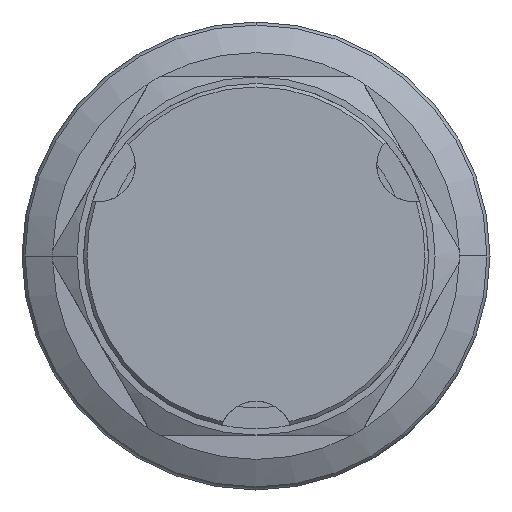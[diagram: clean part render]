
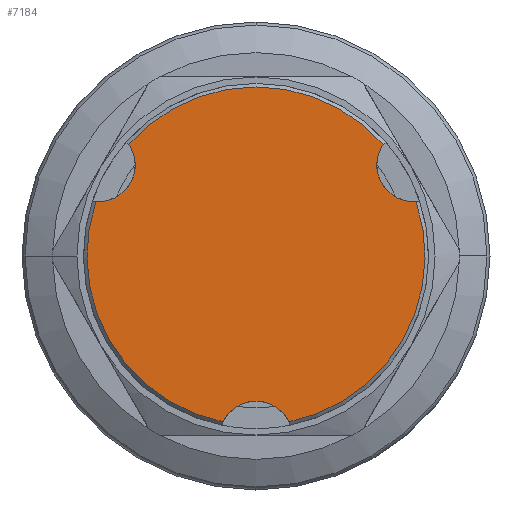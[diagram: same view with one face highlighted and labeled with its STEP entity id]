
A CAD part, left-side view. The second image highlights one B-rep face of the part: STEP entity #7184.
In plain terms, the highlighted planar face has unit normal (-1, 0, 0).
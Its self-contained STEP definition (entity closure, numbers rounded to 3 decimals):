
#855 = CARTESIAN_POINT ( 'NONE',  ( -11.1, 0., -16.7 ) ) ;
#1019 = FACE_OUTER_BOUND ( 'NONE', #16655, .T. ) ;
#1080 = CIRCLE ( 'NONE', #14005, 4.2 ) ;
#1139 = EDGE_CURVE ( 'NONE', #13781, #4226, #4516, .T. ) ;
#1379 = DIRECTION ( 'NONE',  ( -1., 0., 0. ) ) ;
#1405 = AXIS2_PLACEMENT_3D ( 'NONE', #6463, #7901, #6647 ) ;
#1778 = AXIS2_PLACEMENT_3D ( 'NONE', #3681, #13814, #16592 ) ;
#1838 = ORIENTED_EDGE ( 'NONE', *, *, #13573, .F. ) ;
#2080 = ORIENTED_EDGE ( 'NONE', *, *, #13100, .T. ) ;
#2725 = CARTESIAN_POINT ( 'NONE',  ( -11.1, -18.1, 10.45 ) ) ;
#2982 = DIRECTION ( 'NONE',  ( 0., 0., 1. ) ) ;
#3681 = CARTESIAN_POINT ( 'NONE',  ( -11.1, 0., -20.9 ) ) ;
#3968 = DIRECTION ( 'NONE',  ( 1., 0., 0. ) ) ;
#4088 = AXIS2_PLACEMENT_3D ( 'NONE', #18587, #1379, #14090 ) ;
#4205 = VERTEX_POINT ( 'NONE', #15205 ) ;
#4217 = EDGE_CURVE ( 'NONE', #4707, #14760, #1080, .T. ) ;
#4226 = VERTEX_POINT ( 'NONE', #5679 ) ;
#4361 = ORIENTED_EDGE ( 'NONE', *, *, #17076, .T. ) ;
#4416 = EDGE_CURVE ( 'NONE', #4707, #13411, #6520, .T. ) ;
#4516 = CIRCLE ( 'NONE', #1778, 4.2 ) ;
#4707 = VERTEX_POINT ( 'NONE', #14977 ) ;
#5126 = CIRCLE ( 'NONE', #7834, 19.45 ) ;
#5442 = DIRECTION ( 'NONE',  ( 0., 0., -1. ) ) ;
#5679 = CARTESIAN_POINT ( 'NONE',  ( -11.1, 3.784, -19.078 ) ) ;
#6142 = VERTEX_POINT ( 'NONE', #13844 ) ;
#6463 = CARTESIAN_POINT ( 'NONE',  ( -11.1, 18.1, 10.45 ) ) ;
#6520 = CIRCLE ( 'NONE', #13038, 19.45 ) ;
#6647 = DIRECTION ( 'NONE',  ( 0., 0., 1. ) ) ;
#6876 = DIRECTION ( 'NONE',  ( 0., 0., 1. ) ) ;
#6944 = ORIENTED_EDGE ( 'NONE', *, *, #9457, .F. ) ;
#6981 = CIRCLE ( 'NONE', #7194, 19.45 ) ;
#7184 = ADVANCED_FACE ( 'NONE', ( #1019 ), #12679, .F. ) ;
#7194 = AXIS2_PLACEMENT_3D ( 'NONE', #9707, #12535, #6876 ) ;
#7834 = AXIS2_PLACEMENT_3D ( 'NONE', #12529, #13937, #18163 ) ;
#7901 = DIRECTION ( 'NONE',  ( -1., 0., 0. ) ) ;
#8409 = CARTESIAN_POINT ( 'NONE',  ( -11.1, 0., 0. ) ) ;
#9457 = EDGE_CURVE ( 'NONE', #4205, #13411, #14216, .T. ) ;
#9707 = CARTESIAN_POINT ( 'NONE',  ( -11.1, 0., 0. ) ) ;
#10628 = CARTESIAN_POINT ( 'NONE',  ( -11.1, -18.414, 6.262 ) ) ;
#10997 = ORIENTED_EDGE ( 'NONE', *, *, #1139, .F. ) ;
#11462 = DIRECTION ( 'NONE',  ( -1., 0., 0. ) ) ;
#11533 = CARTESIAN_POINT ( 'NONE',  ( -11.1, 14.63, 12.816 ) ) ;
#12529 = CARTESIAN_POINT ( 'NONE',  ( -11.1, 0., 0. ) ) ;
#12535 = DIRECTION ( 'NONE',  ( -1., 0., 0. ) ) ;
#12679 = PLANE ( 'NONE',  #13576 ) ;
#13038 = AXIS2_PLACEMENT_3D ( 'NONE', #15907, #11462, #2982 ) ;
#13100 = EDGE_CURVE ( 'NONE', #4205, #4226, #5126, .T. ) ;
#13411 = VERTEX_POINT ( 'NONE', #11533 ) ;
#13573 = EDGE_CURVE ( 'NONE', #6142, #13781, #14163, .T. ) ;
#13576 = AXIS2_PLACEMENT_3D ( 'NONE', #8409, #3968, #5442 ) ;
#13781 = VERTEX_POINT ( 'NONE', #855 ) ;
#13814 = DIRECTION ( 'NONE',  ( -1., 0., 0. ) ) ;
#13844 = CARTESIAN_POINT ( 'NONE',  ( -11.1, -3.784, -19.078 ) ) ;
#13937 = DIRECTION ( 'NONE',  ( -1., 0., 0. ) ) ;
#14005 = AXIS2_PLACEMENT_3D ( 'NONE', #2725, #18591, #15504 ) ;
#14090 = DIRECTION ( 'NONE',  ( 0., 0., 1. ) ) ;
#14163 = CIRCLE ( 'NONE', #4088, 4.2 ) ;
#14216 = CIRCLE ( 'NONE', #1405, 4.2 ) ;
#14760 = VERTEX_POINT ( 'NONE', #10628 ) ;
#14977 = CARTESIAN_POINT ( 'NONE',  ( -11.1, -14.63, 12.816 ) ) ;
#15205 = CARTESIAN_POINT ( 'NONE',  ( -11.1, 18.414, 6.262 ) ) ;
#15504 = DIRECTION ( 'NONE',  ( 0., 0., 1. ) ) ;
#15820 = ORIENTED_EDGE ( 'NONE', *, *, #4416, .T. ) ;
#15907 = CARTESIAN_POINT ( 'NONE',  ( -11.1, 0., 0. ) ) ;
#16592 = DIRECTION ( 'NONE',  ( 0., 0., 1. ) ) ;
#16655 = EDGE_LOOP ( 'NONE', ( #4361, #18078, #15820, #6944, #2080, #10997, #1838 ) ) ;
#17076 = EDGE_CURVE ( 'NONE', #6142, #14760, #6981, .T. ) ;
#18078 = ORIENTED_EDGE ( 'NONE', *, *, #4217, .F. ) ;
#18163 = DIRECTION ( 'NONE',  ( 0., 0., 1. ) ) ;
#18587 = CARTESIAN_POINT ( 'NONE',  ( -11.1, 0., -20.9 ) ) ;
#18591 = DIRECTION ( 'NONE',  ( -1., 0., 0. ) ) ;
